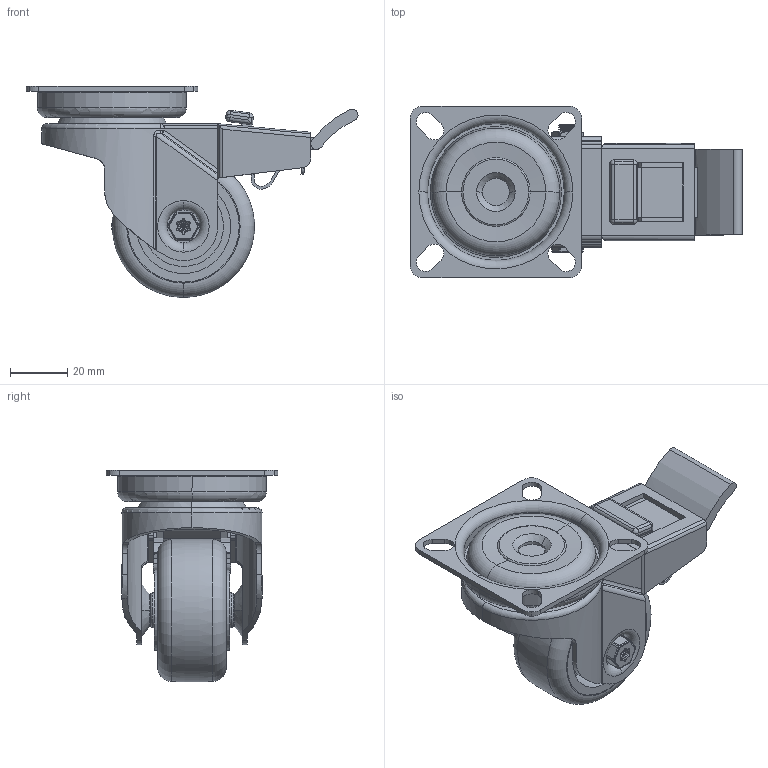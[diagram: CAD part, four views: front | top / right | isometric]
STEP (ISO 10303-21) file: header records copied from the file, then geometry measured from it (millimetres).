
FILE_DESCRIPTION(('STEP AP203'),'1');
FILE_NAME('BZRA50VGRBJSWB.STEP','2023-03-24T13:06:59',(' '),(' '),'Spatial InterOp 3D',' ',' ');
FILE_SCHEMA(('CONFIG_CONTROL_DESIGN'));
Length unit declared in the file: metre
Products named in the file (24): BZRA50ASSWB; BRAKE PAD; ZINC PLATED PRESSED STEEL TOP PLATE; ZINC PLATED PRESSED STEEL FORKS; ZINC PLATED PRESSED STEEL BRAKE; NYLON BRAKE PEDAL; BZRA50VGRBJSWB; BZL50WVGRBJM828; THERMOPLASTIC RUBBER TYRE; POLYPROPYLENE RIM; BEARING608-ZB; METAL; INSIDE; OUTTER; Pattern; Component4; TUBEM8X30; ZINC PLATED AXLE TUBE; BOLTBZRA6MM; ZINC PLATED AXLE BOLT; NM6GR8HALFGR8; ZINC PLATED LOCKING NUT
Assembly tree (39 placements, depth 5):
  BZRA50VGRBJSWB
    BZRA50ASSWB
      BRAKE PAD
      ZINC PLATED PRESSED STEEL TOP PLATE
      ZINC PLATED PRESSED STEEL FORKS
      ZINC PLATED PRESSED STEEL BRAKE
      NYLON BRAKE PEDAL
    BZL50WVGRBJM828
      THERMOPLASTIC RUBBER TYRE
      POLYPROPYLENE RIM
      BEARING608-ZB
        METAL
        INSIDE
        OUTTER
        Pattern
          Component4  x7
      BEARING608-ZB
        METAL
        INSIDE
        OUTTER
        Pattern
          Component4  x7
    TUBEM8X30
      ZINC PLATED AXLE TUBE
    BOLTBZRA6MM
      ZINC PLATED AXLE BOLT
    NM6GR8HALFGR8
      ZINC PLATED LOCKING NUT
Bounding box: 116 x 60 x 73.98 mm (x, y, z)
Volume: 76926 mm3; surface area: 67226.3 mm2
Topology: 32 solids, 32 shells, 833 faces, 2112 edges, 1299 vertices
Faces by surface type: cylinder 362, plane 232, torus 114, cone 44, bspline 43, sphere 38
Entity records: 46437 total; most frequent: CARTESIAN_POINT 26620, DIRECTION 4092, ORIENTED_EDGE 3832, EDGE_CURVE 1916, AXIS2_PLACEMENT_3D 1638, VERTEX_POINT 1213, CIRCLE 829, LINE 816
